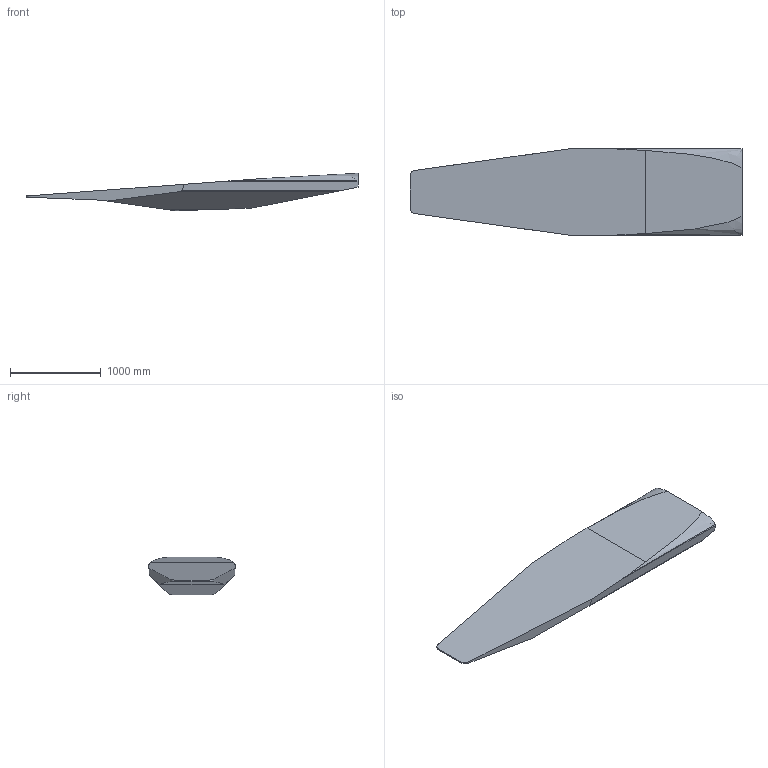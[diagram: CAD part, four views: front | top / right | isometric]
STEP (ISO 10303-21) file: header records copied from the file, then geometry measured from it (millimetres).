
FILE_DESCRIPTION(/* description */ (''),/* implementation_level */ '2;1');
FILE_NAME(/* name */ 'body v3.step',/* time_stamp */ '2021-12-25T16:11:36-05:00',/* author */ (''),/* organization */ (''),/* preprocessor_version */ 'ST-DEVELOPER v18.1',/* originating_system */ 'Autodesk Translation Framework v10.10.0.1391',/* authorisation */ '');
FILE_SCHEMA (('AUTOMOTIVE_DESIGN { 1 0 10303 214 3 1 1 }'));
Length unit declared in the file: foot
Products named in the file (1): body
Bounding box: 3651.5 x 950.23 x 411.48 mm (x, y, z)
Volume: 597568433.5 mm3; surface area: 7228124.3 mm2
Topology: 1 solids, 1 shells, 30 faces, 84 edges, 56 vertices
Faces by surface type: plane 18, cylinder 10, bspline 2
Entity records: 1241 total; most frequent: CARTESIAN_POINT 429, ORIENTED_EDGE 168, DIRECTION 156, EDGE_CURVE 84, LINE 58, VECTOR 58, VERTEX_POINT 56, AXIS2_PLACEMENT_3D 49
